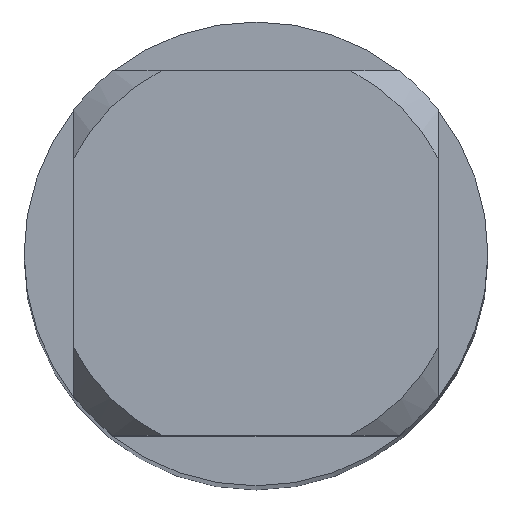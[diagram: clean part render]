
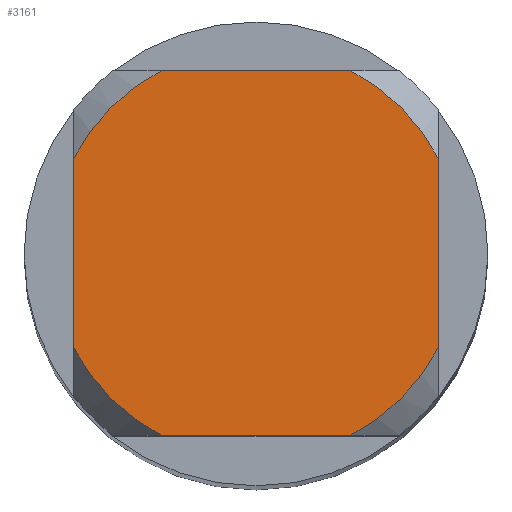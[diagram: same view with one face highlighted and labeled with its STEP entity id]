
A CAD part, top view. The second image highlights one B-rep face of the part: STEP entity #3161.
In plain terms, the highlighted planar face has unit normal (0, 0, 1).
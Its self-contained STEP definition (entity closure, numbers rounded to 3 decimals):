
#2055=VERTEX_POINT('',#5051);
#2135=EDGE_CURVE('',#3861,#3077,#5141,.T.);
#2497=EDGE_CURVE('',#3049,#3283,#5540,.T.);
#2573=EDGE_CURVE('',#2055,#3709,#5621,.T.);
#2577=EDGE_CURVE('',#3049,#3709,#5625,.T.);
#2579=VERTEX_POINT('',#5627);
#2913=EDGE_CURVE('',#2579,#3077,#5995,.T.);
#3049=VERTEX_POINT('',#6141);
#3077=VERTEX_POINT('',#6172);
#3161=ADVANCED_FACE('',(#6264),#6265,.T.);
#3283=VERTEX_POINT('',#6396);
#3665=EDGE_CURVE('',#3861,#3283,#6815,.T.);
#3709=VERTEX_POINT('',#6862);
#3779=VERTEX_POINT('',#6938);
#3861=VERTEX_POINT('',#7026);
#4163=EDGE_CURVE('',#2055,#3779,#7353,.T.);
#4237=EDGE_CURVE('',#2579,#3779,#7432,.T.);
#5051=CARTESIAN_POINT('',(1.431,2.75,0.0));
#5141=CIRCLE('',#9164,3.1);
#5540=CIRCLE('',#10254,3.1);
#5621=CIRCLE('',#10688,3.1);
#5625=LINE('',#10693,#10694);
#5627=CARTESIAN_POINT('',(-2.75,1.431,0.0));
#5995=LINE('',#11642,#11643);
#6141=CARTESIAN_POINT('',(2.75,-1.431,0.0));
#6172=CARTESIAN_POINT('',(-2.75,-1.431,0.0));
#6264=FACE_OUTER_BOUND('',#12656,.T.);
#6265=PLANE('',#12657);
#6396=CARTESIAN_POINT('',(1.431,-2.75,0.0));
#6815=LINE('',#14353,#14354);
#6862=CARTESIAN_POINT('',(2.75,1.431,0.0));
#6938=CARTESIAN_POINT('',(-1.431,2.75,0.0));
#7026=CARTESIAN_POINT('',(-1.431,-2.75,0.0));
#7353=LINE('',#15576,#15577);
#7432=CIRCLE('',#15754,3.1);
#9164=AXIS2_PLACEMENT_3D('',#17016,#17017,#17018);
#10254=AXIS2_PLACEMENT_3D('',#17450,#17451,#17452);
#10688=AXIS2_PLACEMENT_3D('',#17615,#17616,#17617);
#10693=CARTESIAN_POINT('',(2.75,0.775,0.0));
#10694=VECTOR('',#17618,1.0);
#11642=CARTESIAN_POINT('',(-2.75,0.775,0.0));
#11643=VECTOR('',#18003,1.0);
#12656=EDGE_LOOP('',(#18252,#18253,#18254,#18255,#18256,#18257,#18258,#18259));
#12657=AXIS2_PLACEMENT_3D('',#18260,#18261,#18262);
#14353=CARTESIAN_POINT('',(0.0,-2.75,0.0));
#14354=VECTOR('',#19035,1.0);
#15576=CARTESIAN_POINT('',(0.0,2.75,0.0));
#15577=VECTOR('',#19562,1.0);
#15754=AXIS2_PLACEMENT_3D('',#19629,#19630,#19631);
#17016=CARTESIAN_POINT('',(0.0,0.0,0.0));
#17017=DIRECTION('',(0.0,0.0,-1.0));
#17018=DIRECTION('',(0.0,1.0,0.0));
#17450=CARTESIAN_POINT('',(0.0,0.0,0.0));
#17451=DIRECTION('',(0.0,0.0,-1.0));
#17452=DIRECTION('',(0.0,1.0,0.0));
#17615=CARTESIAN_POINT('',(0.0,0.0,0.0));
#17616=DIRECTION('',(0.0,0.0,-1.0));
#17617=DIRECTION('',(0.0,1.0,0.0));
#17618=DIRECTION('',(-0.0,1.0,0.0));
#18003=DIRECTION('',(-0.0,-1.0,0.0));
#18252=ORIENTED_EDGE('',*,*,#2913,.T.);
#18253=ORIENTED_EDGE('',*,*,#2135,.F.);
#18254=ORIENTED_EDGE('',*,*,#3665,.T.);
#18255=ORIENTED_EDGE('',*,*,#2497,.F.);
#18256=ORIENTED_EDGE('',*,*,#2577,.T.);
#18257=ORIENTED_EDGE('',*,*,#2573,.F.);
#18258=ORIENTED_EDGE('',*,*,#4163,.T.);
#18259=ORIENTED_EDGE('',*,*,#4237,.F.);
#18260=CARTESIAN_POINT('',(0.0,1.55,0.0));
#18261=DIRECTION('',(-0.0,0.0,1.0));
#18262=DIRECTION('',(0.0,-1.0,0.0));
#19035=DIRECTION('',(1.0,0.0,0.0));
#19562=DIRECTION('',(-1.0,0.0,0.0));
#19629=CARTESIAN_POINT('',(0.0,0.0,0.0));
#19630=DIRECTION('',(0.0,0.0,-1.0));
#19631=DIRECTION('',(0.0,1.0,0.0));
